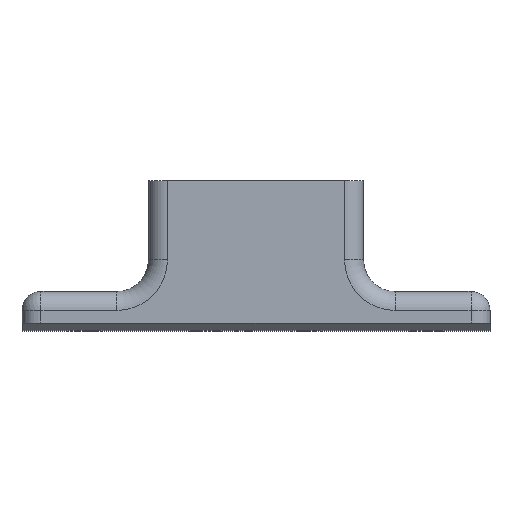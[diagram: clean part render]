
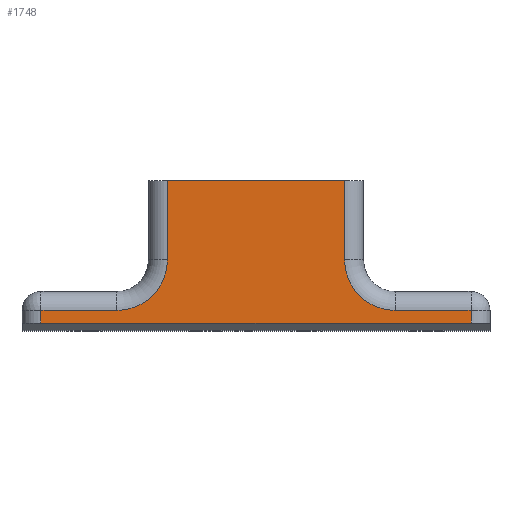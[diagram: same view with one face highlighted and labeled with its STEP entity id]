
A CAD part, top view. The second image highlights one B-rep face of the part: STEP entity #1748.
In plain terms, the highlighted planar face has unit normal (0, 0, 1).
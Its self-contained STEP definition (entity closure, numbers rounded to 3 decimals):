
#119=FACE_OUTER_BOUND('',#231,.T.);
#231=EDGE_LOOP('',(#1202,#1203,#1204,#1205,#1206,#1207,#1208,#1209,#1210,
#1211));
#350=LINE('',#2687,#486);
#360=LINE('',#2724,#496);
#362=LINE('',#2733,#498);
#363=LINE('',#2737,#499);
#364=LINE('',#2739,#500);
#365=LINE('',#2741,#501);
#366=LINE('',#2743,#502);
#367=LINE('',#2745,#503);
#486=VECTOR('',#2097,10.);
#496=VECTOR('',#2129,10.);
#498=VECTOR('',#2141,10.);
#499=VECTOR('',#2144,10.);
#500=VECTOR('',#2145,10.);
#501=VECTOR('',#2146,10.);
#502=VECTOR('',#2147,10.);
#503=VECTOR('',#2148,10.);
#634=CIRCLE('',#1883,8.);
#635=CIRCLE('',#1884,8.);
#745=VERTEX_POINT('',#2684);
#746=VERTEX_POINT('',#2686);
#762=VERTEX_POINT('',#2723);
#764=VERTEX_POINT('',#2732);
#765=VERTEX_POINT('',#2734);
#766=VERTEX_POINT('',#2736);
#767=VERTEX_POINT('',#2738);
#768=VERTEX_POINT('',#2740);
#769=VERTEX_POINT('',#2742);
#770=VERTEX_POINT('',#2744);
#909=EDGE_CURVE('',#745,#746,#350,.T.);
#927=EDGE_CURVE('',#746,#762,#360,.T.);
#932=EDGE_CURVE('',#764,#745,#362,.T.);
#933=EDGE_CURVE('',#765,#764,#634,.T.);
#934=EDGE_CURVE('',#766,#765,#363,.T.);
#935=EDGE_CURVE('',#767,#766,#364,.T.);
#936=EDGE_CURVE('',#768,#767,#365,.T.);
#937=EDGE_CURVE('',#769,#768,#366,.T.);
#938=EDGE_CURVE('',#770,#769,#367,.T.);
#939=EDGE_CURVE('',#762,#770,#635,.T.);
#1202=ORIENTED_EDGE('',*,*,#909,.F.);
#1203=ORIENTED_EDGE('',*,*,#932,.F.);
#1204=ORIENTED_EDGE('',*,*,#933,.F.);
#1205=ORIENTED_EDGE('',*,*,#934,.F.);
#1206=ORIENTED_EDGE('',*,*,#935,.F.);
#1207=ORIENTED_EDGE('',*,*,#936,.F.);
#1208=ORIENTED_EDGE('',*,*,#937,.F.);
#1209=ORIENTED_EDGE('',*,*,#938,.F.);
#1210=ORIENTED_EDGE('',*,*,#939,.F.);
#1211=ORIENTED_EDGE('',*,*,#927,.F.);
#1708=PLANE('',#1882);
#1748=ADVANCED_FACE('',(#119),#1708,.T.);
#1882=AXIS2_PLACEMENT_3D('',#2731,#2139,#2140);
#1883=AXIS2_PLACEMENT_3D('',#2735,#2142,#2143);
#1884=AXIS2_PLACEMENT_3D('',#2746,#2149,#2150);
#2097=DIRECTION('',(1.,0.,0.));
#2129=DIRECTION('',(0.,-1.,0.));
#2139=DIRECTION('center_axis',(0.,0.,1.));
#2140=DIRECTION('ref_axis',(1.,0.,0.));
#2141=DIRECTION('',(0.,1.,0.));
#2142=DIRECTION('center_axis',(0.,0.,1.));
#2143=DIRECTION('ref_axis',(0.707,-0.707,0.));
#2144=DIRECTION('',(1.,0.,0.));
#2145=DIRECTION('',(0.,1.,0.));
#2146=DIRECTION('',(-1.,0.,0.));
#2147=DIRECTION('',(0.,-1.,0.));
#2148=DIRECTION('',(1.,0.,0.));
#2149=DIRECTION('center_axis',(0.,0.,1.));
#2150=DIRECTION('ref_axis',(-0.707,-0.707,0.));
#2684=CARTESIAN_POINT('',(249.613,-72.5,-0.1));
#2686=CARTESIAN_POINT('',(277.613,-72.5,-0.1));
#2687=CARTESIAN_POINT('',(255.113,-72.5,-0.1));
#2723=CARTESIAN_POINT('',(277.613,-85.,-0.1));
#2724=CARTESIAN_POINT('',(277.613,-95.363,-0.1));
#2731=CARTESIAN_POINT('Origin',(246.613,-95.,-0.1));
#2732=CARTESIAN_POINT('',(249.613,-85.,-0.1));
#2733=CARTESIAN_POINT('',(249.613,-95.363,-0.1));
#2734=CARTESIAN_POINT('',(241.613,-93.,-0.1));
#2735=CARTESIAN_POINT('Origin',(241.613,-85.,-0.1));
#2736=CARTESIAN_POINT('',(229.613,-93.,-0.1));
#2737=CARTESIAN_POINT('',(255.113,-93.,-0.1));
#2738=CARTESIAN_POINT('',(229.613,-95.,-0.1));
#2739=CARTESIAN_POINT('',(229.613,-94.039,-0.1));
#2740=CARTESIAN_POINT('',(297.613,-95.,-0.1));
#2741=CARTESIAN_POINT('',(246.613,-95.,-0.1));
#2742=CARTESIAN_POINT('',(297.613,-93.,-0.1));
#2743=CARTESIAN_POINT('',(297.613,-94.039,-0.1));
#2744=CARTESIAN_POINT('',(285.613,-93.,-0.1));
#2745=CARTESIAN_POINT('',(236.613,-93.,-0.1));
#2746=CARTESIAN_POINT('Origin',(285.613,-85.,-0.1));
